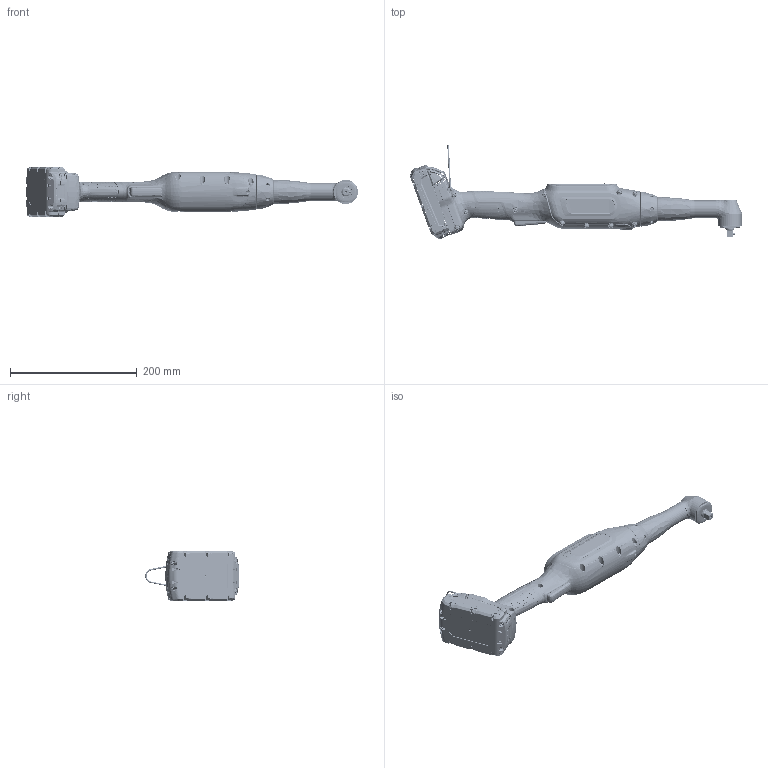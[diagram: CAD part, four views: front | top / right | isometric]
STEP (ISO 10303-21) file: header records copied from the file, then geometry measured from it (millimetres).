
FILE_DESCRIPTION((''),'2;1');
FILE_NAME('CCBAW353_SW0001','2018-12-21T',('BD9DD'),(''),'CREO PARAMETRIC BY PTC INC, 2016130','CREO PARAMETRIC BY PTC INC, 2016130','');
FILE_SCHEMA(('CONFIG_CONTROL_DESIGN'));
Products named in the file (1): CCBAW353_SW0001
Bounding box: 524.27 x 148.07 x 79.79 mm (x, y, z)
Surface area: 246282.2 mm2 (no closed solid volume)
Topology: 0 solids, 443 shells, 7356 faces, 26156 edges, 18537 vertices
Faces by surface type: bspline 2821, plane 1883, cylinder 1607, cone 413, torus 299, sphere 174, extrusion 157, revolution 2
Entity records: 447768 total; most frequent: CARTESIAN_POINT 263314, ORIENTED_EDGE 39450, DIRECTION 27715, EDGE_CURVE 26093, VERTEX_POINT 18531, B_SPLINE_CURVE_WITH_KNOTS 12557, AXIS2_PLACEMENT_3D 9486, VECTOR 8741
